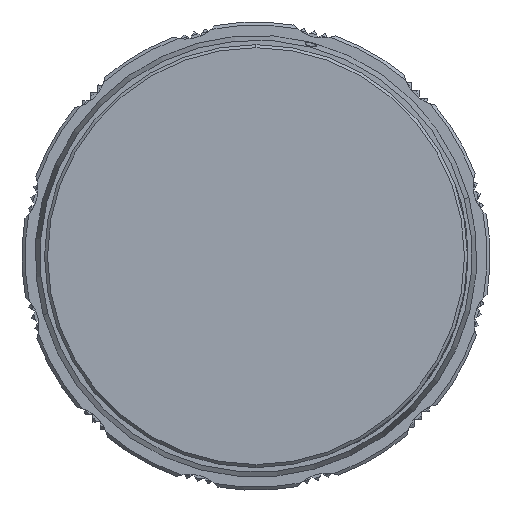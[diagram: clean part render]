
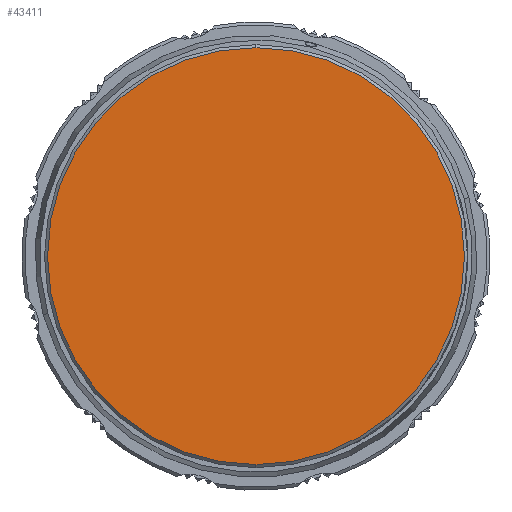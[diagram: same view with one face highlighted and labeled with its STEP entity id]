
A CAD part, left-side view. The second image highlights one B-rep face of the part: STEP entity #43411.
In plain terms, the highlighted planar face has unit normal (-1, 0, 0).
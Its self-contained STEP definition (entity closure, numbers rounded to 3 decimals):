
#1697 = CARTESIAN_POINT ( 'NONE',  ( -22.6, 0., 0. ) ) ;
#3649 = ORIENTED_EDGE ( 'NONE', *, *, #19755, .T. ) ;
#5363 = DIRECTION ( 'NONE',  ( 0., 0., -1. ) ) ;
#11022 = CARTESIAN_POINT ( 'NONE',  ( -22.6, 14., 0. ) ) ;
#12041 = CARTESIAN_POINT ( 'NONE',  ( -22.6, 0., 0. ) ) ;
#13225 = VERTEX_POINT ( 'NONE', #31626 ) ;
#16758 = DIRECTION ( 'NONE',  ( 0., 0., -1. ) ) ;
#19755 = EDGE_CURVE ( 'NONE', #35237, #13225, #39155, .T. ) ;
#20932 = EDGE_CURVE ( 'NONE', #13225, #35237, #25463, .T. ) ;
#24217 = AXIS2_PLACEMENT_3D ( 'NONE', #1697, #27166, #5363 ) ;
#25463 = CIRCLE ( 'NONE', #44260, 13.8 ) ;
#25482 = CARTESIAN_POINT ( 'NONE',  ( -22.6, 0., -13.8 ) ) ;
#27166 = DIRECTION ( 'NONE',  ( -1., 0., 0. ) ) ;
#27373 = EDGE_LOOP ( 'NONE', ( #3649, #31621 ) ) ;
#31621 = ORIENTED_EDGE ( 'NONE', *, *, #20932, .T. ) ;
#31626 = CARTESIAN_POINT ( 'NONE',  ( -22.6, 0., 13.8 ) ) ;
#32959 = DIRECTION ( 'NONE',  ( 0., 0., -1. ) ) ;
#32978 = DIRECTION ( 'NONE',  ( -1., 0., 0. ) ) ;
#35237 = VERTEX_POINT ( 'NONE', #25482 ) ;
#39155 = CIRCLE ( 'NONE', #24217, 13.8 ) ;
#40894 = AXIS2_PLACEMENT_3D ( 'NONE', #11022, #43879, #32959 ) ;
#41128 = FACE_OUTER_BOUND ( 'NONE', #27373, .T. ) ;
#43411 = ADVANCED_FACE ( 'NONE', ( #41128 ), #46479, .F. ) ;
#43879 = DIRECTION ( 'NONE',  ( 1., 0., 0. ) ) ;
#44260 = AXIS2_PLACEMENT_3D ( 'NONE', #12041, #32978, #16758 ) ;
#46479 = PLANE ( 'NONE',  #40894 ) ;
